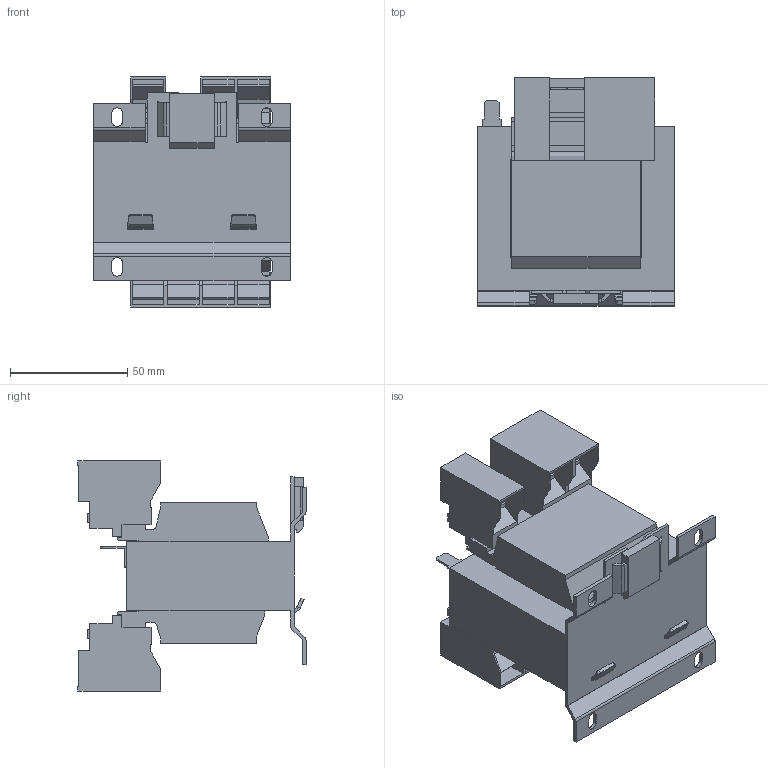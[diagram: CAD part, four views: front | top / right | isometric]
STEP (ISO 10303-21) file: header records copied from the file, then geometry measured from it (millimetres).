
FILE_DESCRIPTION (( 'STEP AP203' ), '1' );
FILE_NAME ('USTE40_2X12.step', '2024-10-31T16:58:15', ( '' ), ( '' ), 'SwSTEP 2.0', 'SolidWorks 2023', '' );
FILE_SCHEMA (( 'CONFIG_CONTROL_DESIGN' ));
Length unit declared in the file: inch
Products named in the file (1): USTE40_2X12
Bounding box: 84.05 x 97.47 x 98.3 mm (x, y, z)
Volume: 345582.8 mm3; surface area: 78233.6 mm2
Topology: 1 solids, 1 shells, 595 faces, 1672 edges, 1096 vertices
Faces by surface type: plane 483, cylinder 100, bspline 12
Entity records: 19309 total; most frequent: CARTESIAN_POINT 3784, ORIENTED_EDGE 3344, DIRECTION 2992, EDGE_CURVE 1672, LINE 1464, VECTOR 1464, VERTEX_POINT 1096, AXIS2_PLACEMENT_3D 764
